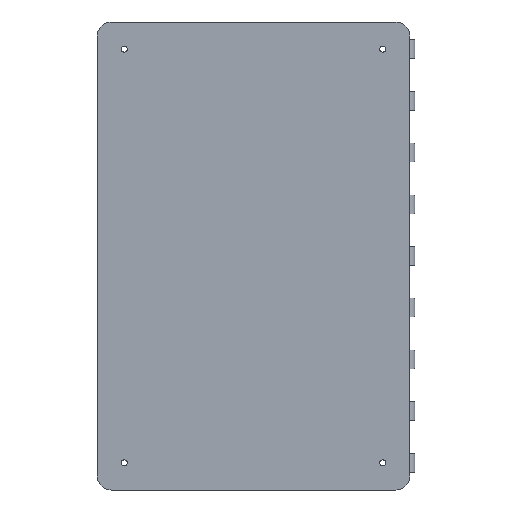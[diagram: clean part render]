
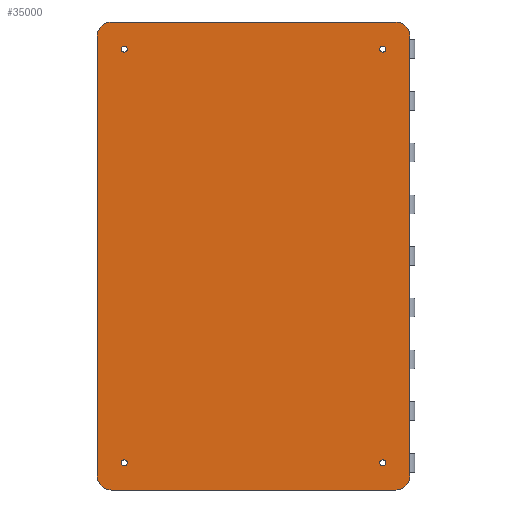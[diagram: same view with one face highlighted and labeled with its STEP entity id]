
A CAD part, left-side view. The second image highlights one B-rep face of the part: STEP entity #35000.
In plain terms, the highlighted planar face has unit normal (-1, 0, 0).
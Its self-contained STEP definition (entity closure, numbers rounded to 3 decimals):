
#33650=CARTESIAN_POINT('',(-0.3,163.75,-17.));
#33660=DIRECTION('',(1.,-0.,0.));
#33670=DIRECTION('',(0.,0.,-1.));
#33680=AXIS2_PLACEMENT_3D('',#33650,#33660,#33670);
#33690=PLANE('',#33680);
#33700=CARTESIAN_POINT('',(-0.3,376.,151.));
#33710=DIRECTION('',(1.,0.,0.));
#33720=DIRECTION('',(0.,0.,-1.));
#33730=AXIS2_PLACEMENT_3D('',#33700,#33710,#33720);
#33740=CIRCLE('',#33730,2.5);
#33750=CARTESIAN_POINT('',(-0.3,376.,148.5));
#33760=VERTEX_POINT('',#33750);
#33770=CARTESIAN_POINT('',(-0.3,376.,153.5));
#33780=VERTEX_POINT('',#33770);
#33790=EDGE_CURVE('',#33760,#33780,#33740,.T.);
#33800=ORIENTED_EDGE('',*,*,#33790,.T.);
#33810=EDGE_CURVE('',#33780,#33760,#33740,.T.);
#33820=ORIENTED_EDGE('',*,*,#33810,.T.);
#33830=EDGE_LOOP('',(#33820,#33800));
#33840=FACE_BOUND('',#33830,.T.);
#33850=CARTESIAN_POINT('',(-0.3,166.,151.));
#33860=DIRECTION('',(1.,0.,0.));
#33870=DIRECTION('',(0.,0.,-1.));
#33880=AXIS2_PLACEMENT_3D('',#33850,#33860,#33870);
#33890=CIRCLE('',#33880,2.5);
#33900=CARTESIAN_POINT('',(-0.3,166.,148.5));
#33910=VERTEX_POINT('',#33900);
#33920=CARTESIAN_POINT('',(-0.3,166.,153.5));
#33930=VERTEX_POINT('',#33920);
#33940=EDGE_CURVE('',#33910,#33930,#33890,.T.);
#33950=ORIENTED_EDGE('',*,*,#33940,.T.);
#33960=EDGE_CURVE('',#33930,#33910,#33890,.T.);
#33970=ORIENTED_EDGE('',*,*,#33960,.T.);
#33980=EDGE_LOOP('',(#33970,#33950));
#33990=FACE_BOUND('',#33980,.T.);
#34000=CARTESIAN_POINT('',(-0.3,166.,-185.));
#34010=DIRECTION('',(1.,0.,0.));
#34020=DIRECTION('',(0.,0.,-1.));
#34030=AXIS2_PLACEMENT_3D('',#34000,#34010,#34020);
#34040=CIRCLE('',#34030,2.5);
#34050=CARTESIAN_POINT('',(-0.3,166.,-187.5));
#34060=VERTEX_POINT('',#34050);
#34070=CARTESIAN_POINT('',(-0.3,166.,-182.5));
#34080=VERTEX_POINT('',#34070);
#34090=EDGE_CURVE('',#34060,#34080,#34040,.T.);
#34100=ORIENTED_EDGE('',*,*,#34090,.T.);
#34110=EDGE_CURVE('',#34080,#34060,#34040,.T.);
#34120=ORIENTED_EDGE('',*,*,#34110,.T.);
#34130=EDGE_LOOP('',(#34120,#34100));
#34140=FACE_BOUND('',#34130,.T.);
#34150=CARTESIAN_POINT('',(-0.3,376.,-185.));
#34160=DIRECTION('',(1.,0.,0.));
#34170=DIRECTION('',(0.,0.,-1.));
#34180=AXIS2_PLACEMENT_3D('',#34150,#34160,#34170);
#34190=CIRCLE('',#34180,2.5);
#34200=CARTESIAN_POINT('',(-0.3,376.,-187.5));
#34210=VERTEX_POINT('',#34200);
#34220=CARTESIAN_POINT('',(-0.3,376.,-182.5));
#34230=VERTEX_POINT('',#34220);
#34240=EDGE_CURVE('',#34210,#34230,#34190,.T.);
#34250=ORIENTED_EDGE('',*,*,#34240,.T.);
#34260=EDGE_CURVE('',#34230,#34210,#34190,.T.);
#34270=ORIENTED_EDGE('',*,*,#34260,.T.);
#34280=EDGE_LOOP('',(#34270,#34250));
#34290=FACE_BOUND('',#34280,.T.);
#34300=CARTESIAN_POINT('',(-0.3,155.5,161.5));
#34310=DIRECTION('',(-1.,0.,0.));
#34320=DIRECTION('',(0.,0.,1.));
#34330=AXIS2_PLACEMENT_3D('',#34300,#34310,#34320);
#34340=CIRCLE('',#34330,11.5);
#34350=CARTESIAN_POINT('',(-0.3,144.,161.5));
#34360=VERTEX_POINT('',#34350);
#34370=CARTESIAN_POINT('',(-0.3,155.5,173.));
#34380=VERTEX_POINT('',#34370);
#34390=EDGE_CURVE('',#34360,#34380,#34340,.T.);
#34400=ORIENTED_EDGE('',*,*,#34390,.T.);
#34410=CARTESIAN_POINT('',(-0.3,144.,-17.));
#34420=DIRECTION('',(0.,0.,1.));
#34430=VECTOR('',#34420,1.);
#34440=LINE('',#34410,#34430);
#34450=CARTESIAN_POINT('',(-0.3,144.,-195.5));
#34460=VERTEX_POINT('',#34450);
#34470=EDGE_CURVE('',#34460,#34360,#34440,.T.);
#34480=ORIENTED_EDGE('',*,*,#34470,.T.);
#34490=CARTESIAN_POINT('',(-0.3,155.5,-195.5));
#34500=DIRECTION('',(1.,0.,0.));
#34510=DIRECTION('',(0.,0.,-1.));
#34520=AXIS2_PLACEMENT_3D('',#34490,#34500,#34510);
#34530=CIRCLE('',#34520,11.5);
#34540=CARTESIAN_POINT('',(-0.3,155.5,-207.));
#34550=VERTEX_POINT('',#34540);
#34560=EDGE_CURVE('',#34460,#34550,#34530,.T.);
#34570=ORIENTED_EDGE('',*,*,#34560,.F.);
#34580=CARTESIAN_POINT('',(-0.3,163.75,-207.));
#34590=DIRECTION('',(0.,-1.,0.));
#34600=VECTOR('',#34590,1.);
#34610=LINE('',#34580,#34600);
#34620=CARTESIAN_POINT('',(-0.3,386.5,-207.));
#34630=VERTEX_POINT('',#34620);
#34640=EDGE_CURVE('',#34630,#34550,#34610,.T.);
#34650=ORIENTED_EDGE('',*,*,#34640,.T.);
#34660=CARTESIAN_POINT('',(-0.3,386.5,-195.5));
#34670=DIRECTION('',(1.,0.,0.));
#34680=DIRECTION('',(0.,0.,-1.));
#34690=AXIS2_PLACEMENT_3D('',#34660,#34670,#34680);
#34700=CIRCLE('',#34690,11.5);
#34710=CARTESIAN_POINT('',(-0.3,398.,-195.5));
#34720=VERTEX_POINT('',#34710);
#34730=EDGE_CURVE('',#34630,#34720,#34700,.T.);
#34740=ORIENTED_EDGE('',*,*,#34730,.F.);
#34750=CARTESIAN_POINT('',(-0.3,398.,-17.));
#34760=DIRECTION('',(0.,0.,-1.));
#34770=VECTOR('',#34760,1.);
#34780=LINE('',#34750,#34770);
#34790=CARTESIAN_POINT('',(-0.3,398.,161.5));
#34800=VERTEX_POINT('',#34790);
#34810=EDGE_CURVE('',#34800,#34720,#34780,.T.);
#34820=ORIENTED_EDGE('',*,*,#34810,.T.);
#34830=CARTESIAN_POINT('',(-0.3,386.5,161.5));
#34840=DIRECTION('',(1.,0.,0.));
#34850=DIRECTION('',(0.,0.,-1.));
#34860=AXIS2_PLACEMENT_3D('',#34830,#34840,#34850);
#34870=CIRCLE('',#34860,11.5);
#34880=CARTESIAN_POINT('',(-0.3,386.5,173.));
#34890=VERTEX_POINT('',#34880);
#34900=EDGE_CURVE('',#34800,#34890,#34870,.T.);
#34910=ORIENTED_EDGE('',*,*,#34900,.F.);
#34920=CARTESIAN_POINT('',(-0.3,163.75,173.));
#34930=DIRECTION('',(0.,1.,0.));
#34940=VECTOR('',#34930,1.);
#34950=LINE('',#34920,#34940);
#34960=EDGE_CURVE('',#34380,#34890,#34950,.T.);
#34970=ORIENTED_EDGE('',*,*,#34960,.T.);
#34980=EDGE_LOOP('',(#34970,#34910,#34820,#34740,#34650,#34570,#34480,
#34400));
#34990=FACE_OUTER_BOUND('',#34980,.T.);
#35000=ADVANCED_FACE('',(#33840,#33990,#34140,#34290,#34990),#33690,.F.)
;
